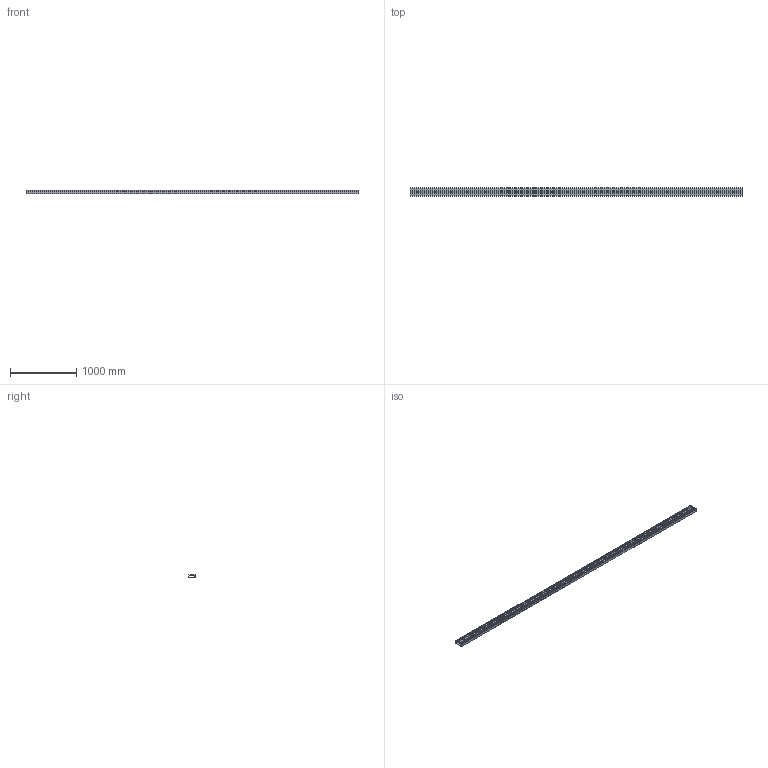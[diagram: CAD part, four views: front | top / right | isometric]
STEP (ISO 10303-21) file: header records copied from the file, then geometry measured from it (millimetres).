
FILE_DESCRIPTION (( 'STEP AP203' ), '1' );
FILE_NAME ('AL_0005-5000-D-S-E.STEP', '2021-03-08T14:42:53', ( '' ), ( '' ), 'SwSTEP 2.0', 'SolidWorks 2019', '' );
FILE_SCHEMA (( 'CONFIG_CONTROL_DESIGN' ));
Length unit declared in the file: millimetre
Products named in the file (1): AL_0005-5000-D-S-E
Bounding box: 5000 x 120.4 x 48.3 mm (x, y, z)
Volume: 11733191.7 mm3; surface area: 2836757.1 mm2
Topology: 1 solids, 1 shells, 214 faces, 556 edges, 344 vertices
Faces by surface type: cylinder 138, cone 40, plane 36
Entity records: 6733 total; most frequent: CARTESIAN_POINT 1355, ORIENTED_EDGE 1112, DIRECTION 1102, EDGE_CURVE 556, AXIS2_PLACEMENT_3D 411, VERTEX_POINT 344, EDGE_LOOP 294, LINE 280
